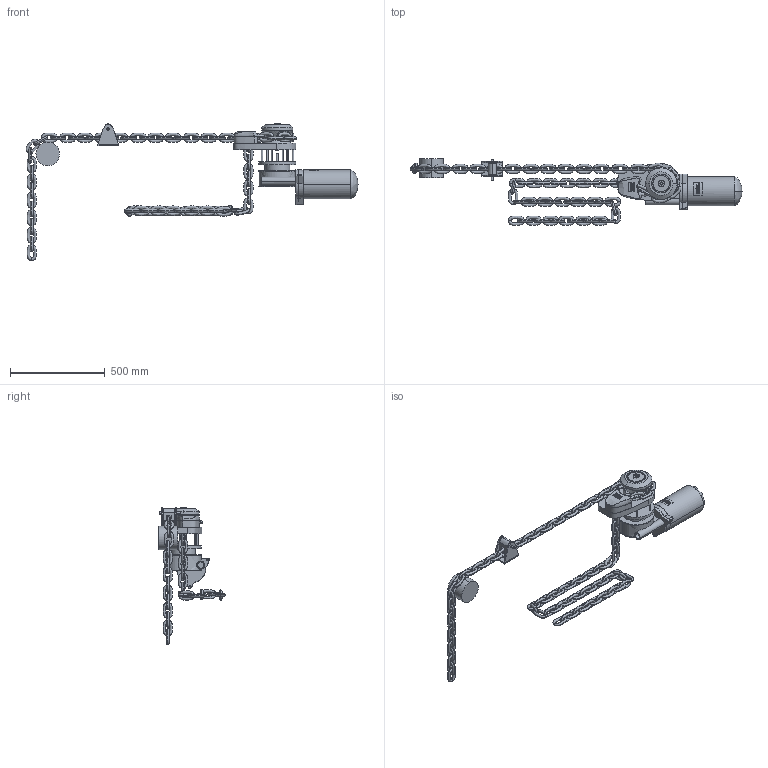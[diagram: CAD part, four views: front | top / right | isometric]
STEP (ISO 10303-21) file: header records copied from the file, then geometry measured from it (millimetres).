
FILE_DESCRIPTION(('FreeCAD Model'),'2;1');
FILE_NAME('Open CASCADE Shape Model','2025-05-05T16:58:47',('FreeCAD'),( 'FreeCAD'),'Open CASCADE STEP processor 7.6','FreeCAD','Unknown');
FILE_SCHEMA(('AUTOMOTIVE_DESIGN { 1 0 10303 214 1 1 1 1 }'));
Products named in the file (1): Open CASCADE STEP translator 7.6 1
Bounding box: 1751.83 x 352.13 x 722.11 mm (x, y, z)
Volume: 7794380.1 mm3; surface area: 2024657.3 mm2
Topology: 156 solids, 183 shells, 887 faces, 1928 edges, 1180 vertices
Faces by surface type: bspline 887
Entity records: 203567 total; most frequent: CARTESIAN_POINT 192194, ORIENTED_EDGE 3711, EDGE_CURVE 1907, VERTEX_POINT 1159, B_SPLINE_CURVE_WITH_KNOTS 1005, FACE_BOUND 925, EDGE_LOOP 925, ADVANCED_FACE 887
